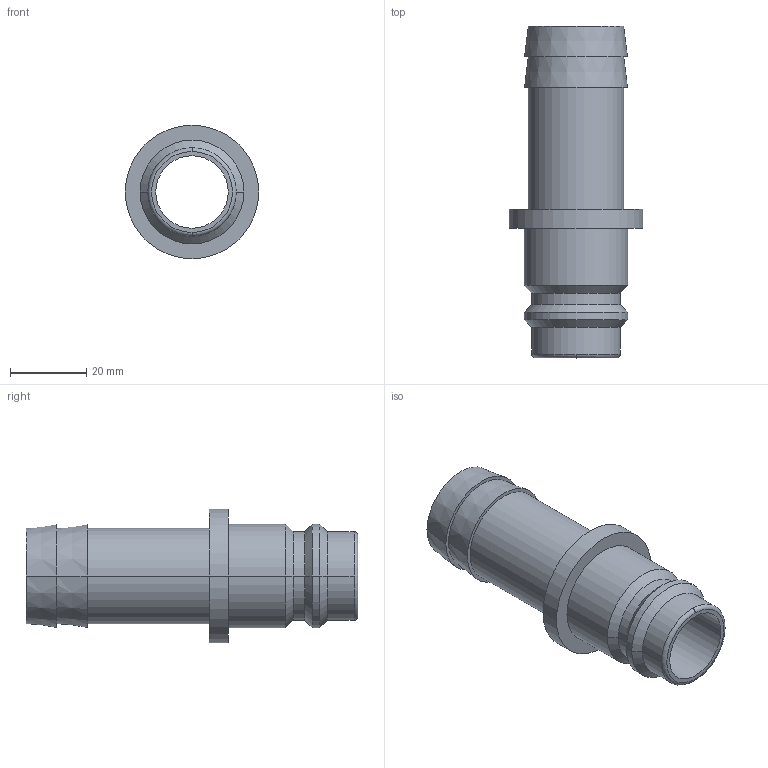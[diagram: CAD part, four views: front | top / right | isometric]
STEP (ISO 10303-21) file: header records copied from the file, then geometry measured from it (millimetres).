
FILE_DESCRIPTION(('STEP AP214'),'1');
FILE_NAME('ESGE_25_S.stp','2020-08-17T11:38:39',('TraceParts'),('TraceParts S.A.'),'Spatial InterOp 3D',' ',' ');
FILE_SCHEMA(('AUTOMOTIVE_DESIGN { 1 0 10303 214 1 1 1 1 }'));
Length unit declared in the file: millimetre
Products named in the file (1): ESGE_25_S
Bounding box: 35 x 87 x 35 mm (x, y, z)
Volume: 21850.6 mm3; surface area: 13825.6 mm2
Topology: 1 solids, 1 shells, 32 faces, 67 edges, 41 vertices
Faces by surface type: cylinder 14, cone 10, plane 6, torus 2
Entity records: 1142 total; most frequent: DIRECTION 176, CARTESIAN_POINT 141, ORIENTED_EDGE 134, AXIS2_PLACEMENT_3D 76, EDGE_CURVE 67, CIRCLE 43, VERTEX_POINT 41, EDGE_LOOP 38
